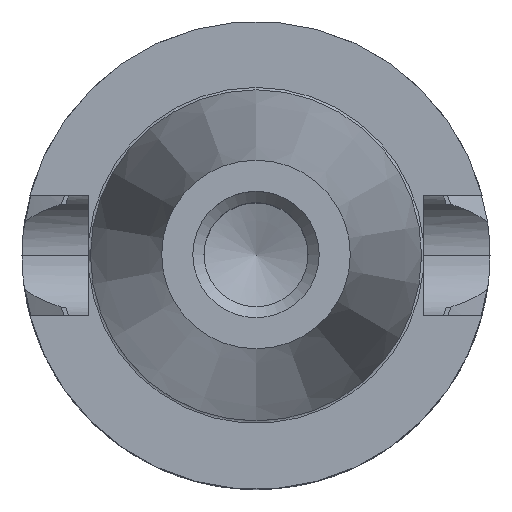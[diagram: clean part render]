
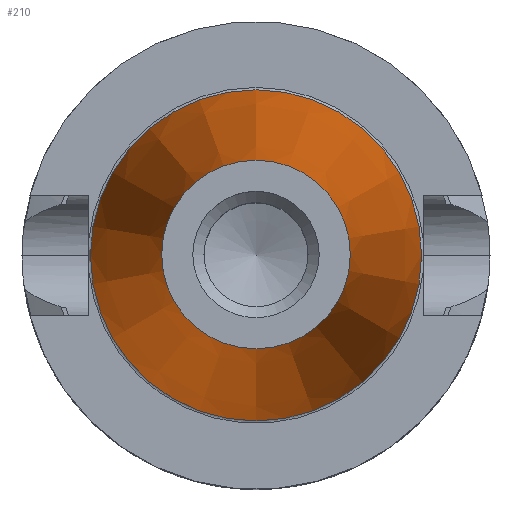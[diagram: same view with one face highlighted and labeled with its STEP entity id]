
A CAD part, top view. The second image highlights one B-rep face of the part: STEP entity #210.
In plain terms, the highlighted conical face has half-angle 8.297 degrees and reference radius 12.717 mm.
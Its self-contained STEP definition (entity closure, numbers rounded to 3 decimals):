
#44=CONICAL_SURFACE('',#819,12.717,8.297);
#210=ADVANCED_FACE('',(#272,#273),#44,.T.);
#272=FACE_BOUND('',#319,.T.);
#273=FACE_BOUND('',#320,.T.);
#319=EDGE_LOOP('',(#438));
#320=EDGE_LOOP('',(#439));
#438=ORIENTED_EDGE('',*,*,#676,.F.);
#439=ORIENTED_EDGE('',*,*,#668,.T.);
#585=VERTEX_POINT('',#1244);
#594=VERTEX_POINT('',#1269);
#668=EDGE_CURVE('',#585,#585,#724,.T.);
#676=EDGE_CURVE('',#594,#594,#732,.T.);
#724=CIRCLE('',#801,22.283);
#732=CIRCLE('',#817,12.687);
#801=AXIS2_PLACEMENT_3D('',#1243,#955,#956);
#817=AXIS2_PLACEMENT_3D('',#1268,#987,#988);
#819=AXIS2_PLACEMENT_3D('',#1271,#991,#992);
#955=DIRECTION('',(0.,0.,1.));
#956=DIRECTION('',(0.,1.,0.));
#987=DIRECTION('',(0.,0.,1.));
#988=DIRECTION('',(0.,1.,0.));
#991=DIRECTION('',(0.,0.,-1.));
#992=DIRECTION('',(0.,-1.,0.));
#1243=CARTESIAN_POINT('',(0.,0.,-0.399));
#1244=CARTESIAN_POINT('',(0.,22.283,-0.399));
#1268=CARTESIAN_POINT('',(0.,0.,65.4));
#1269=CARTESIAN_POINT('',(0.,12.687,65.4));
#1271=CARTESIAN_POINT('',(0.,0.,65.2));
